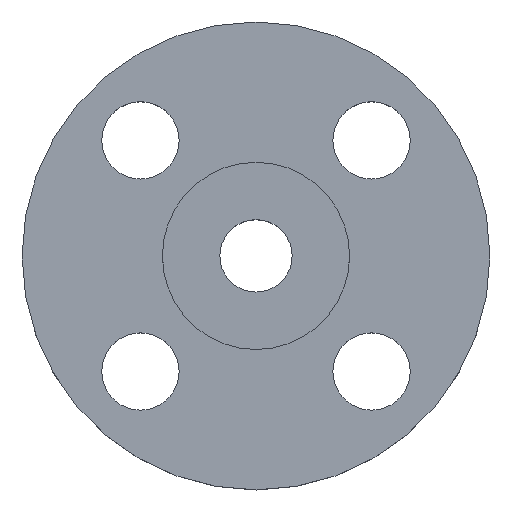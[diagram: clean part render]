
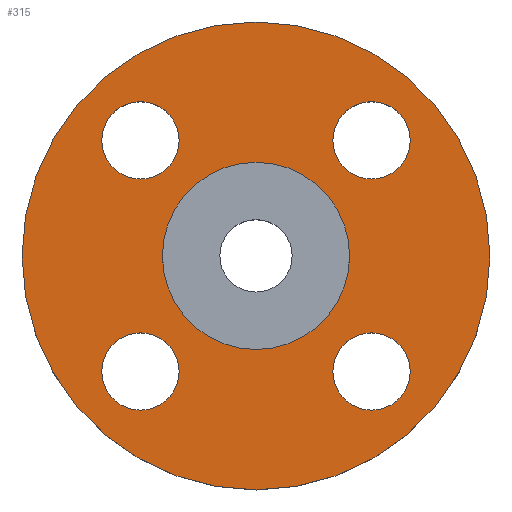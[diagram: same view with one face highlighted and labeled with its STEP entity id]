
A CAD part, top view. The second image highlights one B-rep face of the part: STEP entity #315.
In plain terms, the highlighted planar face has unit normal (0, 0, 1).
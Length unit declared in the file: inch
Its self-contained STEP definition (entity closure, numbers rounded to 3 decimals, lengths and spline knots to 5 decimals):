
#1 = DIRECTION ( 'NONE',  ( 1., 0., 0. ) ) ;
#11 = VERTEX_POINT ( 'NONE', #210 ) ;
#15 = ORIENTED_EDGE ( 'NONE', *, *, #564, .F. ) ;
#18 = CIRCLE ( 'NONE', #392, 0.75 ) ;
#19 = DIRECTION ( 'NONE',  ( 0., -1., 0. ) ) ;
#32 = FACE_BOUND ( 'NONE', #441, .T. ) ;
#39 = PLANE ( 'NONE',  #365 ) ;
#49 = DIRECTION ( 'NONE',  ( 0., 0., 1. ) ) ;
#51 = DIRECTION ( 'NONE',  ( 0., 0., 1. ) ) ;
#55 = DIRECTION ( 'NONE',  ( -1., 0., 0. ) ) ;
#56 = AXIS2_PLACEMENT_3D ( 'NONE', #445, #433, #269 ) ;
#61 = CARTESIAN_POINT ( 'NONE',  ( 0., 0., -0.25 ) ) ;
#63 = EDGE_LOOP ( 'NONE', ( #759, #515 ) ) ;
#64 = EDGE_CURVE ( 'NONE', #11, #344, #526, .T. ) ;
#69 = DIRECTION ( 'NONE',  ( 0., 0., 1. ) ) ;
#84 = FACE_BOUND ( 'NONE', #277, .T. ) ;
#91 = CIRCLE ( 'NONE', #140, 0.31 ) ;
#92 = EDGE_CURVE ( 'NONE', #480, #533, #771, .T. ) ;
#99 = DIRECTION ( 'NONE',  ( 0., 0., 1. ) ) ;
#110 = DIRECTION ( 'NONE',  ( -1., 0., 0. ) ) ;
#119 = CARTESIAN_POINT ( 'NONE',  ( -1.23631, -0.92631, -0.25 ) ) ;
#125 = VERTEX_POINT ( 'NONE', #287 ) ;
#131 = DIRECTION ( 'NONE',  ( 0., 0., -1. ) ) ;
#133 = ORIENTED_EDGE ( 'NONE', *, *, #635, .F. ) ;
#140 = AXIS2_PLACEMENT_3D ( 'NONE', #776, #288, #368 ) ;
#146 = EDGE_CURVE ( 'NONE', #708, #125, #224, .T. ) ;
#155 = EDGE_LOOP ( 'NONE', ( #568, #367 ) ) ;
#191 = CARTESIAN_POINT ( 'NONE',  ( -0.92631, 0.61631, -0.25 ) ) ;
#193 = DIRECTION ( 'NONE',  ( 0., 0., 1. ) ) ;
#197 = VERTEX_POINT ( 'NONE', #191 ) ;
#206 = DIRECTION ( 'NONE',  ( 1., 0., 0. ) ) ;
#210 = CARTESIAN_POINT ( 'NONE',  ( 0.61631, 0.92631, -0.25 ) ) ;
#211 = AXIS2_PLACEMENT_3D ( 'NONE', #616, #69, #311 ) ;
#218 = FACE_BOUND ( 'NONE', #63, .T. ) ;
#224 = CIRCLE ( 'NONE', #452, 1.875 ) ;
#245 = DIRECTION ( 'NONE',  ( 0., 0., 1. ) ) ;
#246 = VERTEX_POINT ( 'NONE', #275 ) ;
#250 = AXIS2_PLACEMENT_3D ( 'NONE', #61, #193, #1 ) ;
#254 = DIRECTION ( 'NONE',  ( 1., 0., 0. ) ) ;
#259 = CARTESIAN_POINT ( 'NONE',  ( 0.92631, -0.92631, -0.25 ) ) ;
#261 = CIRCLE ( 'NONE', #250, 1.875 ) ;
#269 = DIRECTION ( 'NONE',  ( 0., 1., 0. ) ) ;
#274 = CIRCLE ( 'NONE', #707, 0.31 ) ;
#275 = CARTESIAN_POINT ( 'NONE',  ( -0.75, 0., -0.25 ) ) ;
#277 = EDGE_LOOP ( 'NONE', ( #133, #608 ) ) ;
#281 = CARTESIAN_POINT ( 'NONE',  ( 1.23631, 0.92631, -0.25 ) ) ;
#287 = CARTESIAN_POINT ( 'NONE',  ( -1.875, 0., -0.25 ) ) ;
#288 = DIRECTION ( 'NONE',  ( 0., 0., 1. ) ) ;
#292 = EDGE_CURVE ( 'NONE', #615, #197, #709, .T. ) ;
#296 = CIRCLE ( 'NONE', #211, 0.31 ) ;
#300 = CARTESIAN_POINT ( 'NONE',  ( -0.92631, 0.92631, -0.25 ) ) ;
#303 = CARTESIAN_POINT ( 'NONE',  ( -0.61631, -0.92631, -0.25 ) ) ;
#304 = FACE_OUTER_BOUND ( 'NONE', #155, .T. ) ;
#307 = CIRCLE ( 'NONE', #757, 0.31 ) ;
#311 = DIRECTION ( 'NONE',  ( 0., -1., 0. ) ) ;
#315 = ADVANCED_FACE ( 'NONE', ( #84, #330, #32, #762, #218, #304 ), #39, .T. ) ;
#327 = ORIENTED_EDGE ( 'NONE', *, *, #292, .F. ) ;
#329 = DIRECTION ( 'NONE',  ( 0., 0., 1. ) ) ;
#330 = FACE_BOUND ( 'NONE', #672, .T. ) ;
#332 = VERTEX_POINT ( 'NONE', #402 ) ;
#337 = AXIS2_PLACEMENT_3D ( 'NONE', #470, #99, #110 ) ;
#340 = VERTEX_POINT ( 'NONE', #523 ) ;
#344 = VERTEX_POINT ( 'NONE', #281 ) ;
#357 = DIRECTION ( 'NONE',  ( 0., 0., -1. ) ) ;
#364 = AXIS2_PLACEMENT_3D ( 'NONE', #482, #49, #715 ) ;
#365 = AXIS2_PLACEMENT_3D ( 'NONE', #582, #477, #706 ) ;
#367 = ORIENTED_EDGE ( 'NONE', *, *, #474, .T. ) ;
#368 = DIRECTION ( 'NONE',  ( 1., 0., 0. ) ) ;
#379 = ORIENTED_EDGE ( 'NONE', *, *, #463, .F. ) ;
#381 = CARTESIAN_POINT ( 'NONE',  ( 0.75, 0., -0.25 ) ) ;
#392 = AXIS2_PLACEMENT_3D ( 'NONE', #696, #131, #206 ) ;
#397 = ORIENTED_EDGE ( 'NONE', *, *, #436, .F. ) ;
#402 = CARTESIAN_POINT ( 'NONE',  ( 0.92631, -1.23631, -0.25 ) ) ;
#403 = ORIENTED_EDGE ( 'NONE', *, *, #92, .F. ) ;
#418 = CARTESIAN_POINT ( 'NONE',  ( 0., 0., -0.25 ) ) ;
#426 = DIRECTION ( 'NONE',  ( 0., 0., 1. ) ) ;
#433 = DIRECTION ( 'NONE',  ( 0., 0., 1. ) ) ;
#436 = EDGE_CURVE ( 'NONE', #533, #480, #746, .T. ) ;
#441 = EDGE_LOOP ( 'NONE', ( #327, #15 ) ) ;
#445 = CARTESIAN_POINT ( 'NONE',  ( -0.92631, 0.92631, -0.25 ) ) ;
#452 = AXIS2_PLACEMENT_3D ( 'NONE', #418, #245, #787 ) ;
#455 = CARTESIAN_POINT ( 'NONE',  ( 1.875, 0., -0.25 ) ) ;
#463 = EDGE_CURVE ( 'NONE', #344, #11, #91, .T. ) ;
#470 = CARTESIAN_POINT ( 'NONE',  ( -0.92631, -0.92631, -0.25 ) ) ;
#474 = EDGE_CURVE ( 'NONE', #125, #708, #261, .T. ) ;
#477 = DIRECTION ( 'NONE',  ( 0., 0., 1. ) ) ;
#480 = VERTEX_POINT ( 'NONE', #303 ) ;
#482 = CARTESIAN_POINT ( 'NONE',  ( 0.92631, 0.92631, -0.25 ) ) ;
#515 = ORIENTED_EDGE ( 'NONE', *, *, #684, .T. ) ;
#523 = CARTESIAN_POINT ( 'NONE',  ( 0.92631, -0.61631, -0.25 ) ) ;
#524 = ORIENTED_EDGE ( 'NONE', *, *, #64, .F. ) ;
#526 = CIRCLE ( 'NONE', #364, 0.31 ) ;
#527 = EDGE_CURVE ( 'NONE', #724, #246, #690, .T. ) ;
#533 = VERTEX_POINT ( 'NONE', #119 ) ;
#545 = CARTESIAN_POINT ( 'NONE',  ( 0., 0., -0.25 ) ) ;
#551 = CARTESIAN_POINT ( 'NONE',  ( -0.92631, 1.23631, -0.25 ) ) ;
#560 = AXIS2_PLACEMENT_3D ( 'NONE', #653, #51, #55 ) ;
#564 = EDGE_CURVE ( 'NONE', #197, #615, #274, .T. ) ;
#568 = ORIENTED_EDGE ( 'NONE', *, *, #146, .T. ) ;
#582 = CARTESIAN_POINT ( 'NONE',  ( 0., 0., -0.25 ) ) ;
#597 = EDGE_LOOP ( 'NONE', ( #379, #524 ) ) ;
#608 = ORIENTED_EDGE ( 'NONE', *, *, #611, .F. ) ;
#611 = EDGE_CURVE ( 'NONE', #340, #332, #296, .T. ) ;
#615 = VERTEX_POINT ( 'NONE', #551 ) ;
#616 = CARTESIAN_POINT ( 'NONE',  ( 0.92631, -0.92631, -0.25 ) ) ;
#635 = EDGE_CURVE ( 'NONE', #332, #340, #307, .T. ) ;
#653 = CARTESIAN_POINT ( 'NONE',  ( -0.92631, -0.92631, -0.25 ) ) ;
#666 = AXIS2_PLACEMENT_3D ( 'NONE', #545, #357, #254 ) ;
#672 = EDGE_LOOP ( 'NONE', ( #397, #403 ) ) ;
#684 = EDGE_CURVE ( 'NONE', #246, #724, #18, .T. ) ;
#690 = CIRCLE ( 'NONE', #666, 0.75 ) ;
#696 = CARTESIAN_POINT ( 'NONE',  ( 0., 0., -0.25 ) ) ;
#706 = DIRECTION ( 'NONE',  ( 1., 0., 0. ) ) ;
#707 = AXIS2_PLACEMENT_3D ( 'NONE', #300, #426, #725 ) ;
#708 = VERTEX_POINT ( 'NONE', #455 ) ;
#709 = CIRCLE ( 'NONE', #56, 0.31 ) ;
#715 = DIRECTION ( 'NONE',  ( 1., 0., 0. ) ) ;
#724 = VERTEX_POINT ( 'NONE', #381 ) ;
#725 = DIRECTION ( 'NONE',  ( 0., 1., 0. ) ) ;
#746 = CIRCLE ( 'NONE', #337, 0.31 ) ;
#757 = AXIS2_PLACEMENT_3D ( 'NONE', #259, #329, #19 ) ;
#759 = ORIENTED_EDGE ( 'NONE', *, *, #527, .T. ) ;
#762 = FACE_BOUND ( 'NONE', #597, .T. ) ;
#771 = CIRCLE ( 'NONE', #560, 0.31 ) ;
#776 = CARTESIAN_POINT ( 'NONE',  ( 0.92631, 0.92631, -0.25 ) ) ;
#787 = DIRECTION ( 'NONE',  ( 1., 0., 0. ) ) ;
